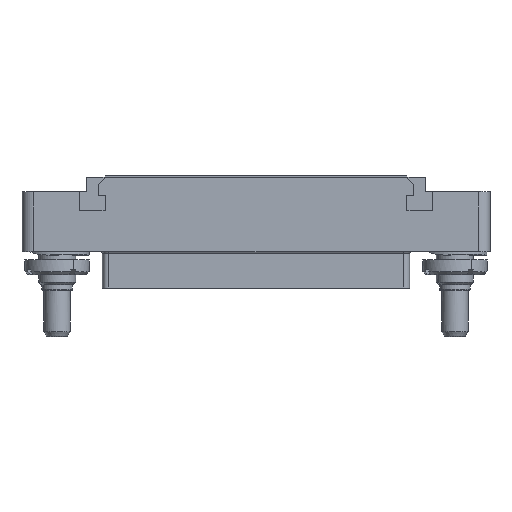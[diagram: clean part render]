
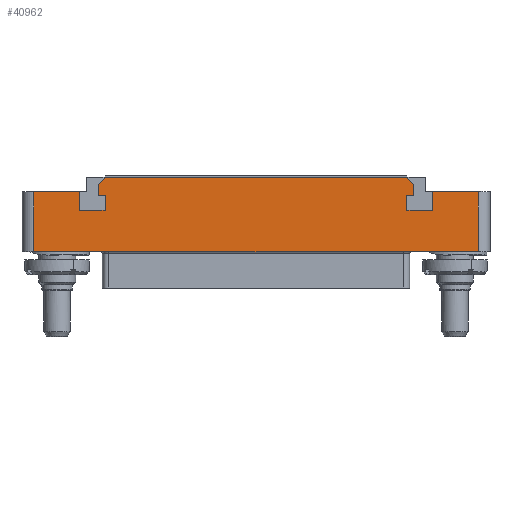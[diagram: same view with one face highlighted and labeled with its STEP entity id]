
A CAD part, top view. The second image highlights one B-rep face of the part: STEP entity #40962.
In plain terms, the highlighted planar face has unit normal (0, 0, 1).
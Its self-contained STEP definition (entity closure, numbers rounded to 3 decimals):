
#1=DIRECTION('',(-1.,0.,0.));
#2=VECTOR('',#1,76.);
#3=CARTESIAN_POINT('',(38.,0.,7.));
#4=LINE('',#3,#2);
#5=DIRECTION('',(1.,0.,0.));
#6=VECTOR('',#5,7.8);
#7=CARTESIAN_POINT('',(-38.,10.25,7.));
#8=LINE('',#7,#6);
#9=DIRECTION('',(0.,-1.,0.));
#10=VECTOR('',#9,3.2);
#11=CARTESIAN_POINT('',(-30.2,10.25,7.));
#12=LINE('',#11,#10);
#13=DIRECTION('',(1.,0.,0.));
#14=VECTOR('',#13,4.4);
#15=CARTESIAN_POINT('',(-30.2,7.05,7.));
#16=LINE('',#15,#14);
#17=DIRECTION('',(0.,1.,0.));
#18=VECTOR('',#17,2.6);
#19=CARTESIAN_POINT('',(-25.8,7.05,7.));
#20=LINE('',#19,#18);
#21=DIRECTION('',(-1.,0.,0.));
#22=VECTOR('',#21,1.2);
#23=CARTESIAN_POINT('',(-25.8,9.65,7.));
#24=LINE('',#23,#22);
#25=DIRECTION('',(0.,-1.,0.));
#26=VECTOR('',#25,1.9);
#27=CARTESIAN_POINT('',(-27.,11.55,7.));
#28=LINE('',#27,#26);
#29=DIRECTION('',(1.,0.,0.));
#30=VECTOR('',#29,51.6);
#31=CARTESIAN_POINT('',(-25.8,12.75,7.));
#32=LINE('',#31,#30);
#33=DIRECTION('',(0.,-1.,0.));
#34=VECTOR('',#33,1.9);
#35=CARTESIAN_POINT('',(27.,11.55,7.));
#36=LINE('',#35,#34);
#37=DIRECTION('',(-1.,0.,0.));
#38=VECTOR('',#37,1.2);
#39=CARTESIAN_POINT('',(27.,9.65,7.));
#40=LINE('',#39,#38);
#41=DIRECTION('',(0.,-1.,0.));
#42=VECTOR('',#41,2.6);
#43=CARTESIAN_POINT('',(25.8,9.65,7.));
#44=LINE('',#43,#42);
#45=DIRECTION('',(1.,0.,0.));
#46=VECTOR('',#45,4.4);
#47=CARTESIAN_POINT('',(25.8,7.05,7.));
#48=LINE('',#47,#46);
#49=DIRECTION('',(0.,1.,0.));
#50=VECTOR('',#49,3.2);
#51=CARTESIAN_POINT('',(30.2,7.05,7.));
#52=LINE('',#51,#50);
#53=DIRECTION('',(1.,0.,0.));
#54=VECTOR('',#53,7.8);
#55=CARTESIAN_POINT('',(30.2,10.25,7.));
#56=LINE('',#55,#54);
#57=DIRECTION('',(0.,1.,0.));
#58=VECTOR('',#57,10.25);
#59=CARTESIAN_POINT('',(38.,0.,7.));
#60=LINE('',#59,#58);
#673=DIRECTION('',(0.707,-0.707,0.));
#674=VECTOR('',#673,1.697);
#675=CARTESIAN_POINT('',(25.8,12.75,7.));
#676=LINE('',#675,#674);
#831=DIRECTION('',(-0.707,-0.707,0.));
#832=VECTOR('',#831,1.697);
#833=CARTESIAN_POINT('',(-25.8,12.75,7.));
#834=LINE('',#833,#832);
#1391=DIRECTION('',(0.,-1.,0.));
#1392=VECTOR('',#1391,10.25);
#1393=CARTESIAN_POINT('',(-38.,10.25,7.));
#1394=LINE('',#1393,#1392);
#32653=CARTESIAN_POINT('',(-30.2,10.25,7.));
#32654=CARTESIAN_POINT('',(-30.2,7.05,7.));
#32655=VERTEX_POINT('',#32653);
#32656=VERTEX_POINT('',#32654);
#32657=CARTESIAN_POINT('',(-25.8,7.05,7.));
#32658=VERTEX_POINT('',#32657);
#32659=CARTESIAN_POINT('',(-25.8,9.65,7.));
#32660=VERTEX_POINT('',#32659);
#32661=CARTESIAN_POINT('',(-27.,9.65,7.));
#32662=VERTEX_POINT('',#32661);
#32663=CARTESIAN_POINT('',(27.,9.65,7.));
#32664=CARTESIAN_POINT('',(25.8,9.65,7.));
#32665=VERTEX_POINT('',#32663);
#32666=VERTEX_POINT('',#32664);
#32667=CARTESIAN_POINT('',(25.8,7.05,7.));
#32668=VERTEX_POINT('',#32667);
#32669=CARTESIAN_POINT('',(30.2,7.05,7.));
#32670=VERTEX_POINT('',#32669);
#32671=CARTESIAN_POINT('',(30.2,10.25,7.));
#32672=VERTEX_POINT('',#32671);
#32677=CARTESIAN_POINT('',(-27.,11.55,7.));
#32679=VERTEX_POINT('',#32677);
#32681=CARTESIAN_POINT('',(-25.8,12.75,7.));
#32682=VERTEX_POINT('',#32681);
#32683=CARTESIAN_POINT('',(27.,11.55,7.));
#32685=VERTEX_POINT('',#32683);
#32687=CARTESIAN_POINT('',(25.8,12.75,7.));
#32688=VERTEX_POINT('',#32687);
#32773=CARTESIAN_POINT('',(38.,0.,7.));
#32774=CARTESIAN_POINT('',(38.,10.25,7.));
#32775=VERTEX_POINT('',#32773);
#32776=VERTEX_POINT('',#32774);
#32781=CARTESIAN_POINT('',(-38.,10.25,7.));
#32782=CARTESIAN_POINT('',(-38.,0.,7.));
#32783=VERTEX_POINT('',#32781);
#32784=VERTEX_POINT('',#32782);
#40919=CARTESIAN_POINT('',(0.,0.,7.));
#40920=DIRECTION('',(0.,0.,-1.));
#40921=DIRECTION('',(-1.,0.,0.));
#40922=AXIS2_PLACEMENT_3D('',#40919,#40920,#40921);
#40923=PLANE('',#40922);
#40925=ORIENTED_EDGE('',*,*,#40924,.F.);
#40927=ORIENTED_EDGE('',*,*,#40926,.T.);
#40929=ORIENTED_EDGE('',*,*,#40928,.F.);
#40931=ORIENTED_EDGE('',*,*,#40930,.T.);
#40933=ORIENTED_EDGE('',*,*,#40932,.T.);
#40935=ORIENTED_EDGE('',*,*,#40934,.T.);
#40937=ORIENTED_EDGE('',*,*,#40936,.T.);
#40939=ORIENTED_EDGE('',*,*,#40938,.T.);
#40941=ORIENTED_EDGE('',*,*,#40940,.F.);
#40943=ORIENTED_EDGE('',*,*,#40942,.F.);
#40945=ORIENTED_EDGE('',*,*,#40944,.T.);
#40947=ORIENTED_EDGE('',*,*,#40946,.T.);
#40949=ORIENTED_EDGE('',*,*,#40948,.T.);
#40951=ORIENTED_EDGE('',*,*,#40950,.T.);
#40953=ORIENTED_EDGE('',*,*,#40952,.T.);
#40955=ORIENTED_EDGE('',*,*,#40954,.T.);
#40957=ORIENTED_EDGE('',*,*,#40956,.T.);
#40959=ORIENTED_EDGE('',*,*,#40958,.T.);
#40960=EDGE_LOOP('',(#40925,#40927,#40929,#40931,#40933,#40935,#40937,#40939,
#40941,#40943,#40945,#40947,#40949,#40951,#40953,#40955,#40957,#40959));
#40961=FACE_OUTER_BOUND('',#40960,.F.);
#40962=ADVANCED_FACE('',(#40961),#40923,.F.);
#40924=EDGE_CURVE('',#32775,#32776,#60,.T.);
#40926=EDGE_CURVE('',#32775,#32784,#4,.T.);
#40928=EDGE_CURVE('',#32783,#32784,#1394,.T.);
#40930=EDGE_CURVE('',#32783,#32655,#8,.T.);
#40932=EDGE_CURVE('',#32655,#32656,#12,.T.);
#40934=EDGE_CURVE('',#32656,#32658,#16,.T.);
#40936=EDGE_CURVE('',#32658,#32660,#20,.T.);
#40938=EDGE_CURVE('',#32660,#32662,#24,.T.);
#40940=EDGE_CURVE('',#32679,#32662,#28,.T.);
#40942=EDGE_CURVE('',#32682,#32679,#834,.T.);
#40944=EDGE_CURVE('',#32682,#32688,#32,.T.);
#40946=EDGE_CURVE('',#32688,#32685,#676,.T.);
#40948=EDGE_CURVE('',#32685,#32665,#36,.T.);
#40950=EDGE_CURVE('',#32665,#32666,#40,.T.);
#40952=EDGE_CURVE('',#32666,#32668,#44,.T.);
#40954=EDGE_CURVE('',#32668,#32670,#48,.T.);
#40956=EDGE_CURVE('',#32670,#32672,#52,.T.);
#40958=EDGE_CURVE('',#32672,#32776,#56,.T.);
